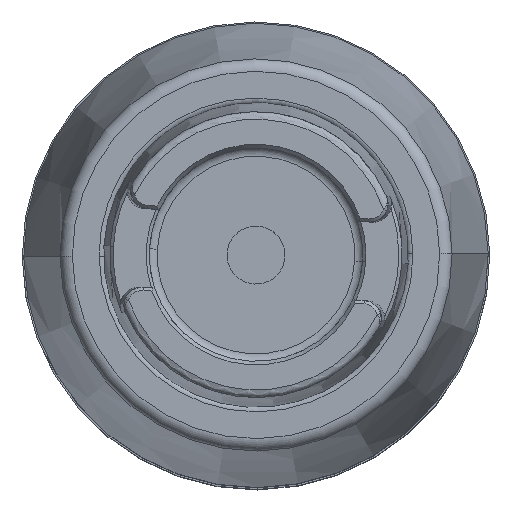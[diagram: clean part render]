
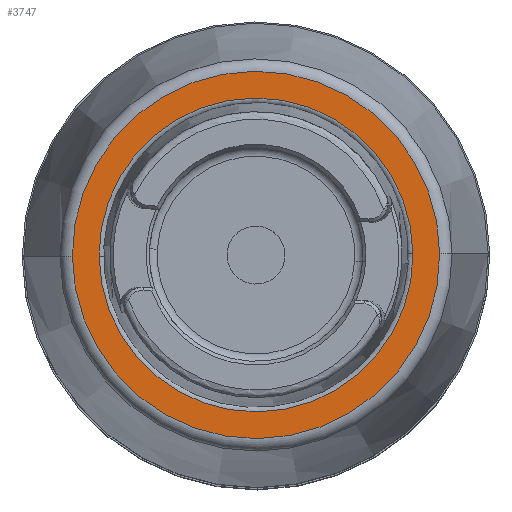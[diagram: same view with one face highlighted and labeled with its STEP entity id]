
A CAD part, top view. The second image highlights one B-rep face of the part: STEP entity #3747.
In plain terms, the highlighted face is planar.
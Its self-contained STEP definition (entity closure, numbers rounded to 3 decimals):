
#448 = AXIS2_PLACEMENT_3D ( 'NONE', #7602, #18210, #18557 ) ;
#638 = VERTEX_POINT ( 'NONE', #33034 ) ;
#735 = ORIENTED_EDGE ( 'NONE', *, *, #34876, .T. ) ;
#2314 = AXIS2_PLACEMENT_3D ( 'NONE', #5806, #16779, #16426 ) ;
#2849 = EDGE_CURVE ( 'NONE', #638, #2887, #29306, .T. ) ;
#2887 = VERTEX_POINT ( 'NONE', #9165 ) ;
#3149 = CARTESIAN_POINT ( 'NONE',  ( 115.5, 0., 25. ) ) ;
#3636 = DIRECTION ( 'NONE',  ( 0., 0., 1. ) ) ;
#3747 = ADVANCED_FACE ( 'NONE', ( #32811, #30117 ), #16599, .F. ) ;
#3900 = EDGE_LOOP ( 'NONE', ( #23462, #735 ) ) ;
#5042 = ORIENTED_EDGE ( 'NONE', *, *, #2849, .F. ) ;
#5153 = CIRCLE ( 'NONE', #25264, 25. ) ;
#5806 = CARTESIAN_POINT ( 'NONE',  ( 115.5, 0., 0. ) ) ;
#6263 = CIRCLE ( 'NONE', #26380, 25. ) ;
#7602 = CARTESIAN_POINT ( 'NONE',  ( 115.5, 0., 0. ) ) ;
#9165 = CARTESIAN_POINT ( 'NONE',  ( 115.5, 0., -29.263 ) ) ;
#14194 = CARTESIAN_POINT ( 'NONE',  ( 115.5, 0., 0. ) ) ;
#16426 = DIRECTION ( 'NONE',  ( 0., 0., 1. ) ) ;
#16599 = PLANE ( 'NONE',  #2314 ) ;
#16779 = DIRECTION ( 'NONE',  ( -1., 0., 0. ) ) ;
#17261 = DIRECTION ( 'NONE',  ( 0., 0., 1. ) ) ;
#17290 = CARTESIAN_POINT ( 'NONE',  ( 115.5, 0., 0. ) ) ;
#17298 = VERTEX_POINT ( 'NONE', #3149 ) ;
#17729 = DIRECTION ( 'NONE',  ( 0., 0., 1. ) ) ;
#18210 = DIRECTION ( 'NONE',  ( -1., 0., 0. ) ) ;
#18557 = DIRECTION ( 'NONE',  ( 0., 0., 1. ) ) ;
#21507 = CARTESIAN_POINT ( 'NONE',  ( 115.5, 0., -25. ) ) ;
#23234 = EDGE_LOOP ( 'NONE', ( #5042, #30591 ) ) ;
#23462 = ORIENTED_EDGE ( 'NONE', *, *, #25950, .T. ) ;
#24022 = VERTEX_POINT ( 'NONE', #21507 ) ;
#25264 = AXIS2_PLACEMENT_3D ( 'NONE', #28548, #31767, #17729 ) ;
#25950 = EDGE_CURVE ( 'NONE', #17298, #24022, #5153, .T. ) ;
#26380 = AXIS2_PLACEMENT_3D ( 'NONE', #17290, #33144, #3636 ) ;
#27143 = EDGE_CURVE ( 'NONE', #2887, #638, #29174, .T. ) ;
#28548 = CARTESIAN_POINT ( 'NONE',  ( 115.5, 0., 0. ) ) ;
#29174 = CIRCLE ( 'NONE', #448, 29.263 ) ;
#29306 = CIRCLE ( 'NONE', #35593, 29.263 ) ;
#30117 = FACE_BOUND ( 'NONE', #3900, .T. ) ;
#30591 = ORIENTED_EDGE ( 'NONE', *, *, #27143, .F. ) ;
#31767 = DIRECTION ( 'NONE',  ( -1., 0., 0. ) ) ;
#32811 = FACE_OUTER_BOUND ( 'NONE', #23234, .T. ) ;
#33034 = CARTESIAN_POINT ( 'NONE',  ( 115.5, 0., 29.263 ) ) ;
#33144 = DIRECTION ( 'NONE',  ( -1., 0., 0. ) ) ;
#33294 = DIRECTION ( 'NONE',  ( -1., 0., 0. ) ) ;
#34876 = EDGE_CURVE ( 'NONE', #24022, #17298, #6263, .T. ) ;
#35593 = AXIS2_PLACEMENT_3D ( 'NONE', #14194, #33294, #17261 ) ;
